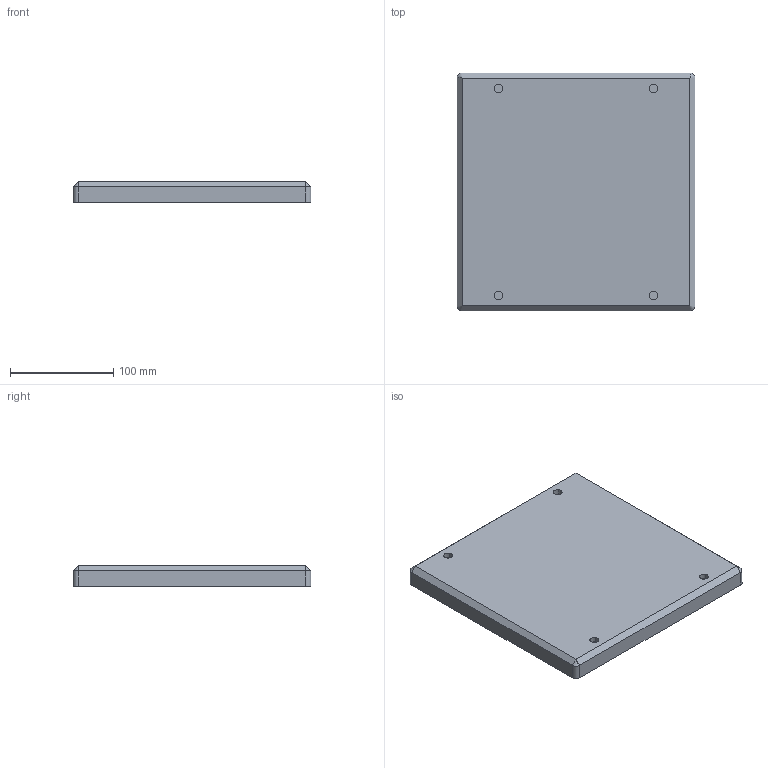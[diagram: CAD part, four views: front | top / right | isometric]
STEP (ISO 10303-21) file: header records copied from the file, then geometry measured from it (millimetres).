
FILE_DESCRIPTION((''),'2;1');
FILE_NAME('ASM0008_ASM','2020-06-26T09:54:26',('Manu'),(''),'CREO PARAMETRIC BY PTC INC, 2018500','CREO PARAMETRIC BY PTC INC, 2018500','');
FILE_SCHEMA(('CONFIG_CONTROL_DESIGN'));
Products named in the file (2): PRT15; ASM0008_ASM
Assembly tree (1 placements, depth 2):
  ASM0008_ASM
    PRT15
Bounding box: 230 x 230 x 20 mm (x, y, z)
Volume: 686697.1 mm3; surface area: 184590.7 mm2
Topology: 1 solids, 2 shells, 114 faces, 302 edges, 190 vertices
Faces by surface type: cylinder 52, plane 42, bspline 8, sphere 8, cone 4
Entity records: 4169 total; most frequent: CARTESIAN_POINT 1315, DIRECTION 590, ORIENTED_EDGE 572, EDGE_CURVE 290, AXIS2_PLACEMENT_3D 225, VERTEX_POINT 190, VECTOR 140, LINE 140
